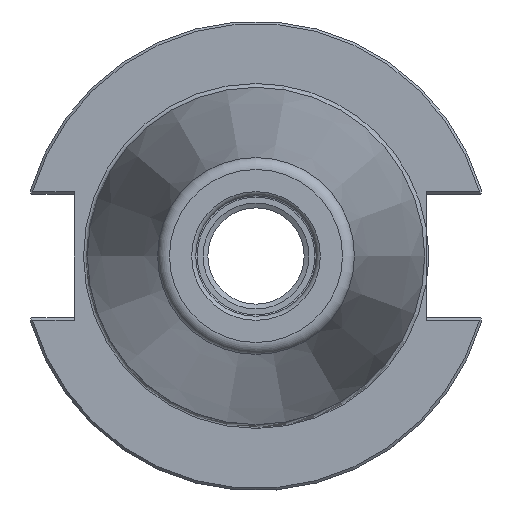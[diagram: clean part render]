
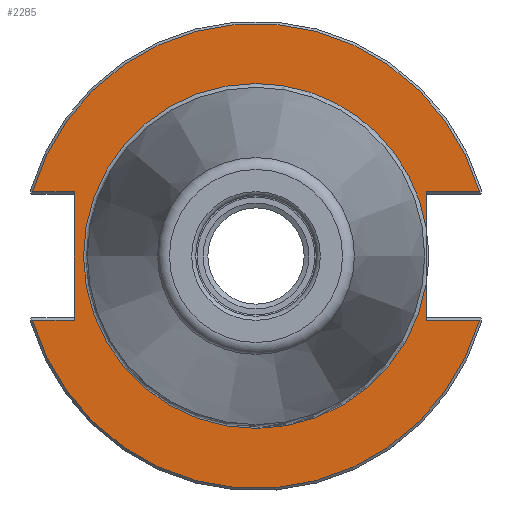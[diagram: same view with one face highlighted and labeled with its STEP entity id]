
A CAD part, left-side view. The second image highlights one B-rep face of the part: STEP entity #2285.
In plain terms, the highlighted planar face has unit normal (-1, 0, 0).
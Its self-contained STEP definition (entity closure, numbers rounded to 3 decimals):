
#122=PLANE('',#2475);
#230=FACE_OUTER_BOUND('',#356,.T.);
#356=EDGE_LOOP('',(#1612,#1613,#1614,#1615,#1616,#1617,#1618,#1619,#1620,
#1621,#1622));
#475=LINE('',#3500,#597);
#479=LINE('',#3508,#601);
#480=LINE('',#3512,#602);
#481=LINE('',#3514,#603);
#482=LINE('',#3516,#604);
#483=LINE('',#3520,#605);
#484=LINE('',#3522,#606);
#597=VECTOR('',#2833,10.);
#601=VECTOR('',#2839,10.);
#602=VECTOR('',#2842,10.);
#603=VECTOR('',#2843,10.);
#604=VECTOR('',#2844,10.);
#605=VECTOR('',#2847,10.);
#606=VECTOR('',#2848,10.);
#757=CIRCLE('',#2476,48.25);
#758=CIRCLE('',#2477,48.25);
#759=CIRCLE('',#2478,35.8);
#760=CIRCLE('',#2479,35.8);
#913=VERTEX_POINT('',#3495);
#914=VERTEX_POINT('',#3499);
#917=VERTEX_POINT('',#3507);
#918=VERTEX_POINT('',#3509);
#919=VERTEX_POINT('',#3511);
#920=VERTEX_POINT('',#3513);
#921=VERTEX_POINT('',#3515);
#922=VERTEX_POINT('',#3517);
#923=VERTEX_POINT('',#3519);
#924=VERTEX_POINT('',#3521);
#925=VERTEX_POINT('',#3523);
#1186=EDGE_CURVE('',#913,#914,#475,.T.);
#1190=EDGE_CURVE('',#917,#914,#479,.T.);
#1191=EDGE_CURVE('',#918,#913,#757,.T.);
#1192=EDGE_CURVE('',#919,#918,#480,.T.);
#1193=EDGE_CURVE('',#919,#920,#481,.T.);
#1194=EDGE_CURVE('',#921,#920,#482,.T.);
#1195=EDGE_CURVE('',#922,#921,#758,.T.);
#1196=EDGE_CURVE('',#923,#922,#483,.T.);
#1197=EDGE_CURVE('',#923,#924,#484,.T.);
#1198=EDGE_CURVE('',#924,#925,#759,.T.);
#1199=EDGE_CURVE('',#925,#917,#760,.T.);
#1612=ORIENTED_EDGE('',*,*,#1190,.T.);
#1613=ORIENTED_EDGE('',*,*,#1186,.F.);
#1614=ORIENTED_EDGE('',*,*,#1191,.F.);
#1615=ORIENTED_EDGE('',*,*,#1192,.F.);
#1616=ORIENTED_EDGE('',*,*,#1193,.T.);
#1617=ORIENTED_EDGE('',*,*,#1194,.F.);
#1618=ORIENTED_EDGE('',*,*,#1195,.F.);
#1619=ORIENTED_EDGE('',*,*,#1196,.F.);
#1620=ORIENTED_EDGE('',*,*,#1197,.T.);
#1621=ORIENTED_EDGE('',*,*,#1198,.T.);
#1622=ORIENTED_EDGE('',*,*,#1199,.T.);
#2285=ADVANCED_FACE('',(#230),#122,.T.);
#2475=AXIS2_PLACEMENT_3D('',#3506,#2837,#2838);
#2476=AXIS2_PLACEMENT_3D('',#3510,#2840,#2841);
#2477=AXIS2_PLACEMENT_3D('',#3518,#2845,#2846);
#2478=AXIS2_PLACEMENT_3D('',#3524,#2849,#2850);
#2479=AXIS2_PLACEMENT_3D('',#3525,#2851,#2852);
#2833=DIRECTION('',(0.,1.,0.));
#2837=DIRECTION('center_axis',(-1.,0.,0.));
#2838=DIRECTION('ref_axis',(0.,0.,1.));
#2839=DIRECTION('',(0.,0.,1.));
#2840=DIRECTION('center_axis',(1.,0.,0.));
#2841=DIRECTION('ref_axis',(0.,0.,-1.));
#2842=DIRECTION('',(0.,1.,0.));
#2843=DIRECTION('',(0.,0.,-1.));
#2844=DIRECTION('',(0.,-1.,0.));
#2845=DIRECTION('center_axis',(1.,0.,0.));
#2846=DIRECTION('ref_axis',(0.,0.,-1.));
#2847=DIRECTION('',(0.,-1.,0.));
#2848=DIRECTION('',(0.,0.,1.));
#2849=DIRECTION('center_axis',(1.,0.,0.));
#2850=DIRECTION('ref_axis',(0.,0.,-1.));
#2851=DIRECTION('center_axis',(1.,0.,0.));
#2852=DIRECTION('ref_axis',(0.,0.,-1.));
#3495=CARTESIAN_POINT('',(1.5,-46.373,13.325));
#3499=CARTESIAN_POINT('',(1.5,-35.3,13.325));
#3500=CARTESIAN_POINT('',(1.5,6.475,13.325));
#3506=CARTESIAN_POINT('Origin',(1.5,48.25,0.));
#3507=CARTESIAN_POINT('',(1.5,-35.3,5.962));
#3508=CARTESIAN_POINT('',(1.5,-35.3,-6.413));
#3509=CARTESIAN_POINT('',(1.5,46.373,13.325));
#3510=CARTESIAN_POINT('Origin',(1.5,0.,
0.));
#3511=CARTESIAN_POINT('',(1.5,37.7,13.325));
#3512=CARTESIAN_POINT('',(1.5,61.395,13.325));
#3513=CARTESIAN_POINT('',(1.5,37.7,-13.325));
#3514=CARTESIAN_POINT('',(1.5,37.7,6.413));
#3515=CARTESIAN_POINT('',(1.5,46.373,-13.325));
#3516=CARTESIAN_POINT('',(1.5,42.975,-13.325));
#3517=CARTESIAN_POINT('',(1.5,-46.373,-13.325));
#3518=CARTESIAN_POINT('Origin',(1.5,0.,
0.));
#3519=CARTESIAN_POINT('',(1.5,-35.3,-13.325));
#3520=CARTESIAN_POINT('',(1.5,-13.707,-13.325));
#3521=CARTESIAN_POINT('',(1.5,-35.3,-5.962));
#3522=CARTESIAN_POINT('',(1.5,-35.3,-6.413));
#3523=CARTESIAN_POINT('',(1.5,0.,35.8));
#3524=CARTESIAN_POINT('Origin',(1.5,0.,
0.));
#3525=CARTESIAN_POINT('Origin',(1.5,0.,
0.));
